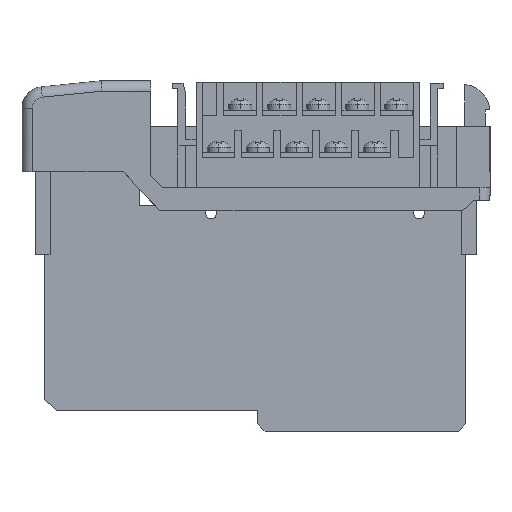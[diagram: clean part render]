
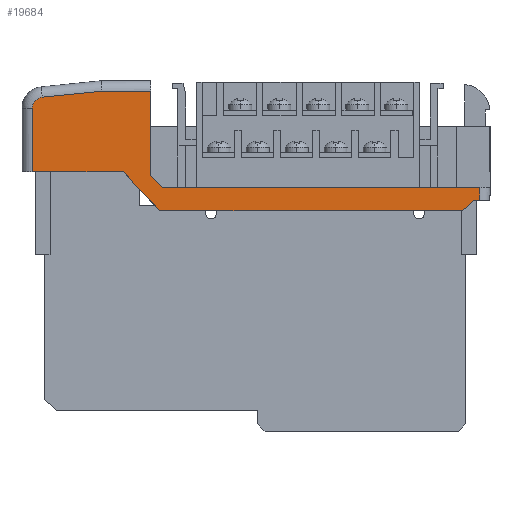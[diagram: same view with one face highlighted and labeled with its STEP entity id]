
A CAD part, left-side view. The second image highlights one B-rep face of the part: STEP entity #19684.
In plain terms, the highlighted planar face has unit normal (-1, 0, 0).
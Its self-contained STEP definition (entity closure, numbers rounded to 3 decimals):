
#19343 = VERTEX_POINT ( 'NONE', #22157 ) ;
#19351 = VERTEX_POINT ( 'NONE', #22237 ) ;
#19363 = VERTEX_POINT ( 'NONE', #22221 ) ;
#19387 = EDGE_CURVE ( 'NONE', #19351, #19343, #22271, .T. ) ;
#19583 = EDGE_CURVE ( 'NONE', #19584, #19601, #22810, .T. ) ;
#19584 = VERTEX_POINT ( 'NONE', #22806 ) ;
#19595 = EDGE_CURVE ( 'NONE', #19649, #19584, #22833, .T. ) ;
#19598 = VERTEX_POINT ( 'NONE', #22823 ) ;
#19600 = EDGE_CURVE ( 'NONE', #19601, #19598, #22822, .T. ) ;
#19601 = VERTEX_POINT ( 'NONE', #22818 ) ;
#19633 = EDGE_CURVE ( 'NONE', #19363, #19636, #22955, .T. ) ;
#19635 = EDGE_CURVE ( 'NONE', #19636, #19649, #22950, .T. ) ;
#19636 = VERTEX_POINT ( 'NONE', #22946 ) ;
#19649 = VERTEX_POINT ( 'NONE', #23017 ) ;
#19668 = ORIENTED_EDGE ( 'NONE', *, *, #19669, .F. ) ;
#19669 = EDGE_CURVE ( 'NONE', #19351, #19694, #23034, .T. ) ;
#19670 = ORIENTED_EDGE ( 'NONE', *, *, #19387, .T. ) ;
#19671 = ORIENTED_EDGE ( 'NONE', *, *, #19672, .T. ) ;
#19672 = EDGE_CURVE ( 'NONE', #19343, #19673, #23030, .T. ) ;
#19673 = VERTEX_POINT ( 'NONE', #23026 ) ;
#19674 = ORIENTED_EDGE ( 'NONE', *, *, #19675, .T. ) ;
#19675 = EDGE_CURVE ( 'NONE', #19673, #19676, #23025, .T. ) ;
#19676 = VERTEX_POINT ( 'NONE', #23020 ) ;
#19677 = ORIENTED_EDGE ( 'NONE', *, *, #19678, .T. ) ;
#19678 = EDGE_CURVE ( 'NONE', #19676, #19363, #23081, .T. ) ;
#19679 = ORIENTED_EDGE ( 'NONE', *, *, #19633, .T. ) ;
#19684 = ADVANCED_FACE ( 'NONE', ( #23066 ), #23108, .F. ) ;
#19685 = EDGE_LOOP ( 'NONE', ( #19686, #19689, #19692, #19668, #19670, #19671, #19674, #19677, #19679, #19741, #19742, #19743, #19744 ) ) ;
#19686 = ORIENTED_EDGE ( 'NONE', *, *, #19687, .T. ) ;
#19687 = EDGE_CURVE ( 'NONE', #19598, #19688, #23103, .T. ) ;
#19688 = VERTEX_POINT ( 'NONE', #23099 ) ;
#19689 = ORIENTED_EDGE ( 'NONE', *, *, #19690, .F. ) ;
#19690 = EDGE_CURVE ( 'NONE', #19691, #19688, #23098, .T. ) ;
#19691 = VERTEX_POINT ( 'NONE', #23094 ) ;
#19692 = ORIENTED_EDGE ( 'NONE', *, *, #19693, .F. ) ;
#19693 = EDGE_CURVE ( 'NONE', #19694, #19691, #23093, .T. ) ;
#19694 = VERTEX_POINT ( 'NONE', #23089 ) ;
#19741 = ORIENTED_EDGE ( 'NONE', *, *, #19635, .T. ) ;
#19742 = ORIENTED_EDGE ( 'NONE', *, *, #19595, .T. ) ;
#19743 = ORIENTED_EDGE ( 'NONE', *, *, #19583, .T. ) ;
#19744 = ORIENTED_EDGE ( 'NONE', *, *, #19600, .T. ) ;
#22157 = CARTESIAN_POINT ( 'NONE',  ( 0.5, 34.17, 3.114 ) ) ;
#22221 = CARTESIAN_POINT ( 'NONE',  ( 0.5, 47.473, -12.386 ) ) ;
#22237 = CARTESIAN_POINT ( 'NONE',  ( 0.5, 24.723, 3.114 ) ) ;
#22268 = DIRECTION ( 'NONE',  ( 0., 1., 0. ) ) ;
#22269 = VECTOR ( 'NONE', #22268, 1000. ) ;
#22270 = CARTESIAN_POINT ( 'NONE',  ( 0.5, 34.27, 3.114 ) ) ;
#22271 = LINE ( 'NONE', #22270, #22269 ) ;
#22806 = CARTESIAN_POINT ( 'NONE',  ( 0.5, -35.258, -19.886 ) ) ;
#22807 = DIRECTION ( 'NONE',  ( 0., -0.731, 0.682 ) ) ;
#22808 = VECTOR ( 'NONE', #22807, 1000. ) ;
#22809 = CARTESIAN_POINT ( 'NONE',  ( 0.5, -35.258, -19.886 ) ) ;
#22810 = LINE ( 'NONE', #22809, #22808 ) ;
#22818 = CARTESIAN_POINT ( 'NONE',  ( 0.5, -37.408, -17.879 ) ) ;
#22819 = DIRECTION ( 'NONE',  ( 0., -1., 0. ) ) ;
#22820 = VECTOR ( 'NONE', #22819, 1000. ) ;
#22821 = CARTESIAN_POINT ( 'NONE',  ( 0.5, -37.408, -17.879 ) ) ;
#22822 = LINE ( 'NONE', #22821, #22820 ) ;
#22823 = CARTESIAN_POINT ( 'NONE',  ( 0.5, -38.527, -17.879 ) ) ;
#22830 = DIRECTION ( 'NONE',  ( 0., -1., 0. ) ) ;
#22831 = VECTOR ( 'NONE', #22830, 1000. ) ;
#22832 = CARTESIAN_POINT ( 'NONE',  ( 0.5, 22.973, -19.886 ) ) ;
#22833 = LINE ( 'NONE', #22832, #22831 ) ;
#22946 = CARTESIAN_POINT ( 'NONE',  ( 0.5, 29.973, -12.386 ) ) ;
#22947 = DIRECTION ( 'NONE',  ( 0., -0.682, -0.731 ) ) ;
#22948 = VECTOR ( 'NONE', #22947, 1000. ) ;
#22949 = CARTESIAN_POINT ( 'NONE',  ( 0.5, 22.973, -19.886 ) ) ;
#22950 = LINE ( 'NONE', #22949, #22948 ) ;
#22952 = DIRECTION ( 'NONE',  ( 0., -1., 0. ) ) ;
#22953 = VECTOR ( 'NONE', #22952, 1000. ) ;
#22954 = CARTESIAN_POINT ( 'NONE',  ( 0.5, 29.973, -12.386 ) ) ;
#22955 = LINE ( 'NONE', #22954, #22953 ) ;
#23017 = CARTESIAN_POINT ( 'NONE',  ( 0.5, 22.973, -19.886 ) ) ;
#23020 = CARTESIAN_POINT ( 'NONE',  ( 0.5, 47.473, -0.213 ) ) ;
#23021 = DIRECTION ( 'NONE',  ( 0., 0., -1. ) ) ;
#23022 = DIRECTION ( 'NONE',  ( -1., 0., 0. ) ) ;
#23023 = CARTESIAN_POINT ( 'NONE',  ( 0.5, 45.358, -0.133 ) ) ;
#23024 = AXIS2_PLACEMENT_3D ( 'NONE', #23023, #23022, #23021 ) ;
#23025 = CIRCLE ( 'NONE', #23024, 2.116 ) ;
#23026 = CARTESIAN_POINT ( 'NONE',  ( 0.5, 45.569, 1.973 ) ) ;
#23027 = DIRECTION ( 'NONE',  ( 0., 0.995, -0.1 ) ) ;
#23028 = VECTOR ( 'NONE', #23027, 1000. ) ;
#23029 = CARTESIAN_POINT ( 'NONE',  ( 0.5, 45.569, 1.973 ) ) ;
#23030 = LINE ( 'NONE', #23029, #23028 ) ;
#23031 = DIRECTION ( 'NONE',  ( 0., 0., -1. ) ) ;
#23032 = VECTOR ( 'NONE', #23031, 1000. ) ;
#23033 = CARTESIAN_POINT ( 'NONE',  ( 0.5, 24.723, 4.364 ) ) ;
#23034 = LINE ( 'NONE', #23033, #23032 ) ;
#23066 = FACE_OUTER_BOUND ( 'NONE', #19685, .T. ) ;
#23078 = DIRECTION ( 'NONE',  ( 0., 0., -1. ) ) ;
#23079 = VECTOR ( 'NONE', #23078, 1000. ) ;
#23080 = CARTESIAN_POINT ( 'NONE',  ( 0.5, 47.473, -12.386 ) ) ;
#23081 = LINE ( 'NONE', #23080, #23079 ) ;
#23089 = CARTESIAN_POINT ( 'NONE',  ( 0.5, 24.723, -13.054 ) ) ;
#23090 = DIRECTION ( 'NONE',  ( 0., -0.685, -0.729 ) ) ;
#23091 = VECTOR ( 'NONE', #23090, 1000. ) ;
#23092 = CARTESIAN_POINT ( 'NONE',  ( 0.5, 22.532, -15.386 ) ) ;
#23093 = LINE ( 'NONE', #23092, #23091 ) ;
#23094 = CARTESIAN_POINT ( 'NONE',  ( 0.5, 22.532, -15.386 ) ) ;
#23095 = DIRECTION ( 'NONE',  ( 0., -1., 0. ) ) ;
#23096 = VECTOR ( 'NONE', #23095, 1000. ) ;
#23097 = CARTESIAN_POINT ( 'NONE',  ( 0.5, 22.532, -15.386 ) ) ;
#23098 = LINE ( 'NONE', #23097, #23096 ) ;
#23099 = CARTESIAN_POINT ( 'NONE',  ( 0.5, -38.527, -15.386 ) ) ;
#23100 = DIRECTION ( 'NONE',  ( 0., 0., 1. ) ) ;
#23101 = VECTOR ( 'NONE', #23100, 1000. ) ;
#23102 = CARTESIAN_POINT ( 'NONE',  ( 0.5, -38.527, -0.463 ) ) ;
#23103 = LINE ( 'NONE', #23102, #23101 ) ;
#23104 = DIRECTION ( 'NONE',  ( 0., 0., -1. ) ) ;
#23105 = DIRECTION ( 'NONE',  ( 1., 0., 0. ) ) ;
#23106 = CARTESIAN_POINT ( 'NONE',  ( 0.5, -35.258, -0.876 ) ) ;
#23107 = AXIS2_PLACEMENT_3D ( 'NONE', #23106, #23105, #23104 ) ;
#23108 = PLANE ( 'NONE',  #23107 ) ;
